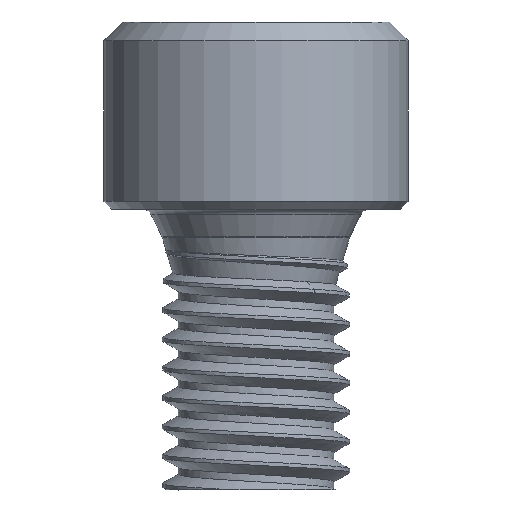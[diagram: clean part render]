
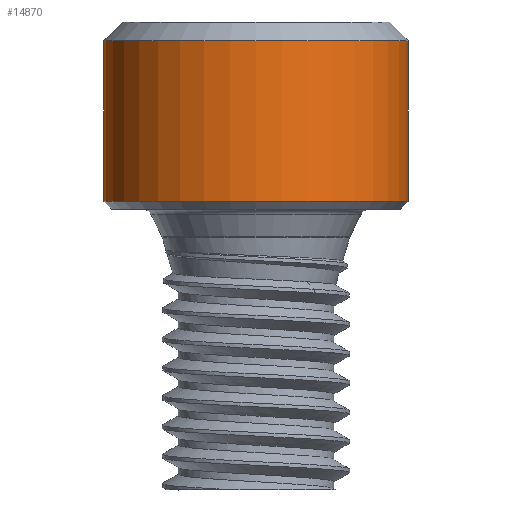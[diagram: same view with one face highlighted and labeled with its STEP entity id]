
A CAD part, front view. The second image highlights one B-rep face of the part: STEP entity #14870.
In plain terms, the highlighted cylindrical face has radius 6.5 mm (diameter 13 mm), a full revolution.
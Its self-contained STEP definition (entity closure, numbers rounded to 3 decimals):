
#14843=CARTESIAN_POINT('',(0.0,0.,-4.233));
#14844=DIRECTION('',(0.0,0.,-1.0));
#14845=DIRECTION('',(0.0,1.0,0.0));
#14846=AXIS2_PLACEMENT_3D('',#14843,#14844,#14845);
#14847=CYLINDRICAL_SURFACE('',#14846,6.5);
#14848=CARTESIAN_POINT('',(0.0,6.5,-7.665));
#14849=VERTEX_POINT('',#14848);
#14850=CARTESIAN_POINT('',(0.0,0.,-7.665));
#14851=DIRECTION('',(0.0,0.0,-1.0));
#14852=DIRECTION('',(0.0,1.0,0.0));
#14853=AXIS2_PLACEMENT_3D('',#14850,#14851,#14852);
#14854=CIRCLE('',#14853,6.5);
#14855=EDGE_CURVE('',#14849,#14849,#14854,.T.);
#14856=ORIENTED_EDGE('',*,*,#14855,.F.);
#14857=EDGE_LOOP('',(#14856));
#14858=FACE_OUTER_BOUND('',#14857,.T.);
#14859=CARTESIAN_POINT('',(0.0,6.5,-0.8));
#14860=VERTEX_POINT('',#14859);
#14861=CARTESIAN_POINT('',(0.0,0.,-0.8));
#14862=DIRECTION('',(0.0,0.0,-1.0));
#14863=DIRECTION('',(0.0,1.0,0.0));
#14864=AXIS2_PLACEMENT_3D('',#14861,#14862,#14863);
#14865=CIRCLE('',#14864,6.5);
#14866=EDGE_CURVE('',#14860,#14860,#14865,.T.);
#14867=ORIENTED_EDGE('',*,*,#14866,.T.);
#14868=EDGE_LOOP('',(#14867));
#14869=FACE_BOUND('',#14868,.T.);
#14870=ADVANCED_FACE('',(#14858,#14869),#14847,.T.);
